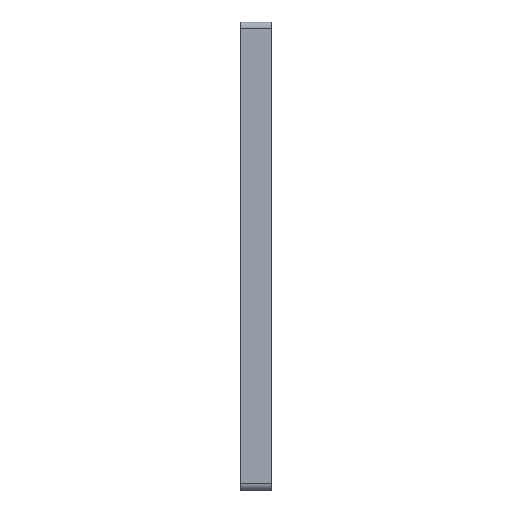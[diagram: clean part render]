
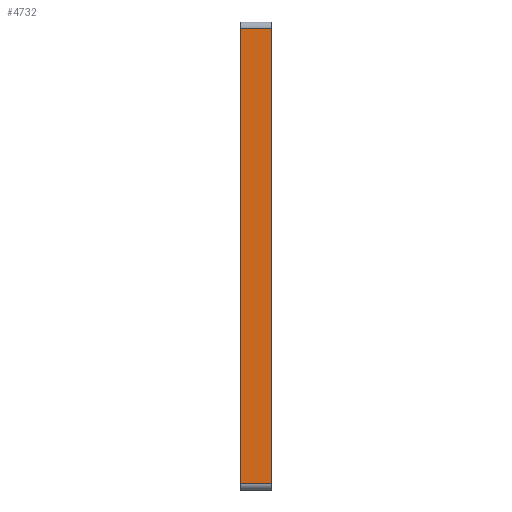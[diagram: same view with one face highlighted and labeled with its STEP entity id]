
A CAD part, left-side view. The second image highlights one B-rep face of the part: STEP entity #4732.
In plain terms, the highlighted planar face has unit normal (-1, 0, 0).
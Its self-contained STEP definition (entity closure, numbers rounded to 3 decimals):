
#79 = VECTOR ( 'NONE', #6534, 1000. ) ;
#1558 = AXIS2_PLACEMENT_3D ( 'NONE', #4110, #8423, #1920 ) ;
#1920 = DIRECTION ( 'NONE',  ( 0., 0., -1. ) ) ;
#2714 = FACE_OUTER_BOUND ( 'NONE', #6510, .T. ) ;
#2866 = VERTEX_POINT ( 'NONE', #5540 ) ;
#3010 = PLANE ( 'NONE',  #1558 ) ;
#3100 = ORIENTED_EDGE ( 'NONE', *, *, #10015, .T. ) ;
#3446 = EDGE_CURVE ( 'NONE', #13786, #5623, #9857, .T. ) ;
#3982 = LINE ( 'NONE', #5456, #79 ) ;
#4110 = CARTESIAN_POINT ( 'NONE',  ( -75., 10., -75. ) ) ;
#4588 = EDGE_CURVE ( 'NONE', #2866, #11205, #9846, .T. ) ;
#4732 = ADVANCED_FACE ( 'NONE', ( #2714 ), #3010, .F. ) ;
#5138 = DIRECTION ( 'NONE',  ( 0., 1., 0. ) ) ;
#5456 = CARTESIAN_POINT ( 'NONE',  ( -75., 10., -73. ) ) ;
#5540 = CARTESIAN_POINT ( 'NONE',  ( -75., 0., -73. ) ) ;
#5623 = VERTEX_POINT ( 'NONE', #6834 ) ;
#6466 = ORIENTED_EDGE ( 'NONE', *, *, #4588, .T. ) ;
#6510 = EDGE_LOOP ( 'NONE', ( #9908, #10486, #6466, #3100 ) ) ;
#6534 = DIRECTION ( 'NONE',  ( 0., -1., 0. ) ) ;
#6829 = VECTOR ( 'NONE', #5138, 1000. ) ;
#6834 = CARTESIAN_POINT ( 'NONE',  ( -75., 10., 73. ) ) ;
#7515 = LINE ( 'NONE', #9397, #6829 ) ;
#8333 = DIRECTION ( 'NONE',  ( 0., 0., 1. ) ) ;
#8423 = DIRECTION ( 'NONE',  ( 1., 0., 0. ) ) ;
#8515 = VECTOR ( 'NONE', #9434, 1000. ) ;
#9307 = CARTESIAN_POINT ( 'NONE',  ( -75., 10., -73. ) ) ;
#9386 = EDGE_CURVE ( 'NONE', #13786, #2866, #3982, .T. ) ;
#9397 = CARTESIAN_POINT ( 'NONE',  ( -75., 10., 73. ) ) ;
#9434 = DIRECTION ( 'NONE',  ( 0., 0., 1. ) ) ;
#9846 = LINE ( 'NONE', #10352, #13382 ) ;
#9857 = LINE ( 'NONE', #12493, #8515 ) ;
#9908 = ORIENTED_EDGE ( 'NONE', *, *, #3446, .F. ) ;
#10015 = EDGE_CURVE ( 'NONE', #11205, #5623, #7515, .T. ) ;
#10352 = CARTESIAN_POINT ( 'NONE',  ( -75., 0., -75. ) ) ;
#10486 = ORIENTED_EDGE ( 'NONE', *, *, #9386, .T. ) ;
#11205 = VERTEX_POINT ( 'NONE', #13130 ) ;
#12493 = CARTESIAN_POINT ( 'NONE',  ( -75., 10., -75. ) ) ;
#13130 = CARTESIAN_POINT ( 'NONE',  ( -75., 0., 73. ) ) ;
#13382 = VECTOR ( 'NONE', #8333, 1000. ) ;
#13786 = VERTEX_POINT ( 'NONE', #9307 ) ;
